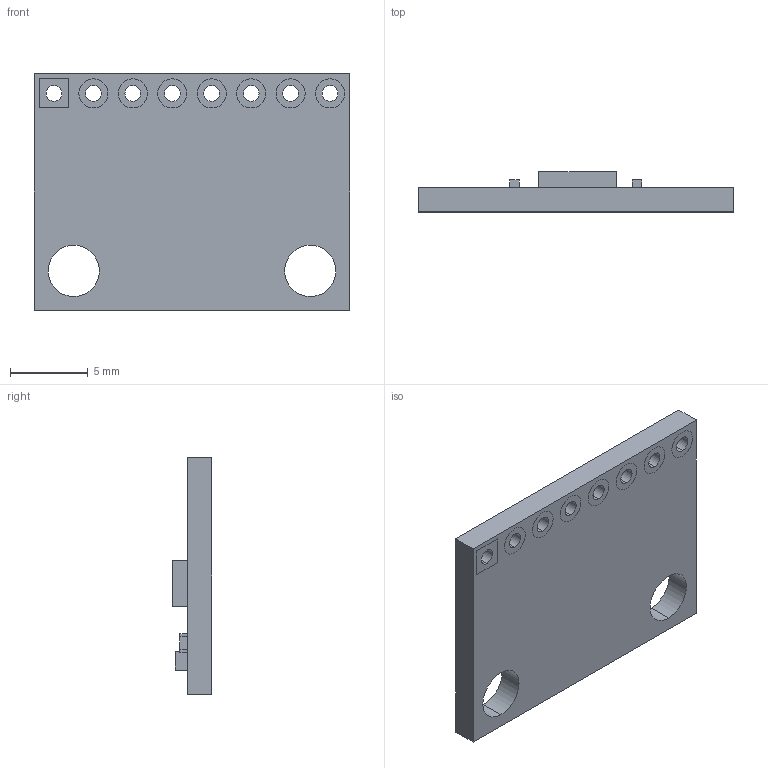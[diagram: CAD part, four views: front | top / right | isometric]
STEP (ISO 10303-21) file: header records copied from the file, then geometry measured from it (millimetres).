
FILE_DESCRIPTION (( 'STEP AP214' ), '1' );
FILE_NAME ('SEN-09836.STEP', '2025-04-01T07:40:30', ( 'LENOVO' ), ( '' ), 'SwSTEP 2.0', 'SolidWorks 2021', '' );
FILE_SCHEMA (( 'AUTOMOTIVE_DESIGN' ));
Length unit declared in the file: millimetre
Products named in the file (2): SEN-09836_SEN-09836; SEN-09836
Assembly tree (1 placements, depth 2):
  SEN-09836
    SEN-09836_SEN-09836
Bounding box: 20.32 x 2.57 x 15.24 mm (x, y, z)
Volume: 467.1 mm3; surface area: 976.8 mm2
Topology: 18 solids, 18 shells, 133 faces, 288 edges, 192 vertices
Faces by surface type: plane 81, cylinder 52
Entity records: 3937 total; most frequent: DIRECTION 666, CARTESIAN_POINT 617, ORIENTED_EDGE 576, EDGE_CURVE 288, AXIS2_PLACEMENT_3D 241, VERTEX_POINT 192, LINE 184, VECTOR 184
